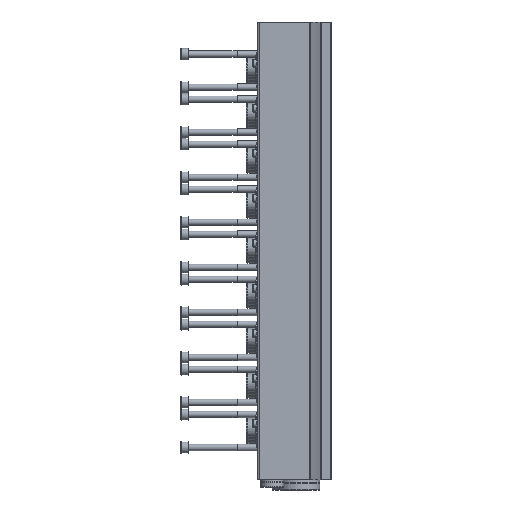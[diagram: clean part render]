
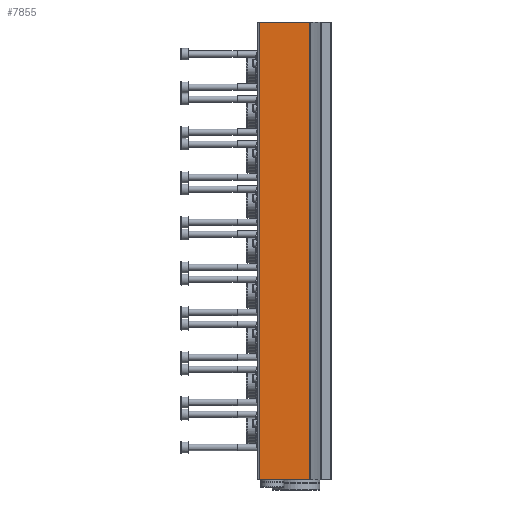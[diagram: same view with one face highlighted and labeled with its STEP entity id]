
A CAD part, left-side view. The second image highlights one B-rep face of the part: STEP entity #7855.
In plain terms, the highlighted planar face has unit normal (-1, 0, 0).
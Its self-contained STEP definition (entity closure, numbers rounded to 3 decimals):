
#351=PLANE('',#8452);
#1207=ORIENTED_EDGE('',*,*,#3229,.F.);
#1208=ORIENTED_EDGE('',*,*,#3228,.F.);
#1209=ORIENTED_EDGE('',*,*,#3230,.T.);
#1210=ORIENTED_EDGE('',*,*,#3231,.T.);
#3228=EDGE_CURVE('',#4239,#4237,#4952,.T.);
#3229=EDGE_CURVE('',#4237,#4240,#4953,.T.);
#3230=EDGE_CURVE('',#4239,#4241,#4954,.T.);
#3231=EDGE_CURVE('',#4241,#4240,#4955,.T.);
#4237=VERTEX_POINT('',#12734);
#4239=VERTEX_POINT('',#12738);
#4240=VERTEX_POINT('',#12742);
#4241=VERTEX_POINT('',#12744);
#4952=LINE('',#12739,#5454);
#4953=LINE('',#12741,#5455);
#4954=LINE('',#12743,#5456);
#4955=LINE('',#12745,#5457);
#5454=VECTOR('',#9513,1000.);
#5455=VECTOR('',#9516,1000.);
#5456=VECTOR('',#9517,1000.);
#5457=VECTOR('',#9518,1000.);
#5971=EDGE_LOOP('',(#1207,#1208,#1209,#1210));
#6838=FACE_BOUND('',#5971,.T.);
#7855=ADVANCED_FACE('',(#6838),#351,.T.);
#8452=AXIS2_PLACEMENT_3D('',#12740,#9514,#9515);
#9513=DIRECTION('',(0.,0.,1.));
#9514=DIRECTION('',(-1.,0.,0.));
#9515=DIRECTION('',(0.,0.,1.));
#9516=DIRECTION('',(0.,-1.,0.));
#9517=DIRECTION('',(0.,-1.,0.));
#9518=DIRECTION('',(0.,0.,1.));
#12734=CARTESIAN_POINT('',(-63.,44.,0.));
#12738=CARTESIAN_POINT('',(-63.,44.,-279.5));
#12739=CARTESIAN_POINT('',(-63.,44.,-279.5));
#12740=CARTESIAN_POINT('',(-63.,44.,-279.5));
#12741=CARTESIAN_POINT('',(-63.,44.,0.));
#12742=CARTESIAN_POINT('',(-63.,13.354,0.));
#12743=CARTESIAN_POINT('',(-63.,44.,-279.5));
#12744=CARTESIAN_POINT('',(-63.,13.354,-279.5));
#12745=CARTESIAN_POINT('',(-63.,13.354,-279.5));
